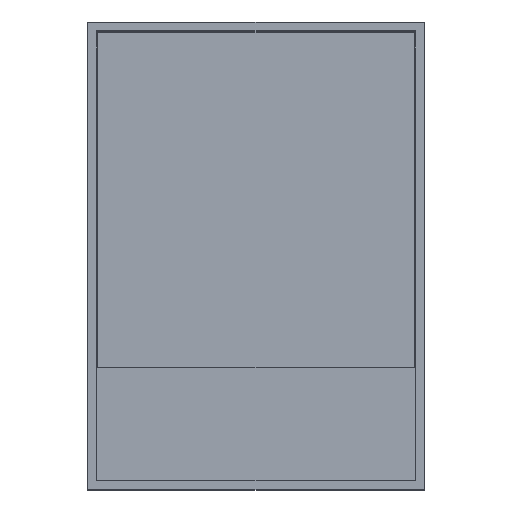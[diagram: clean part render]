
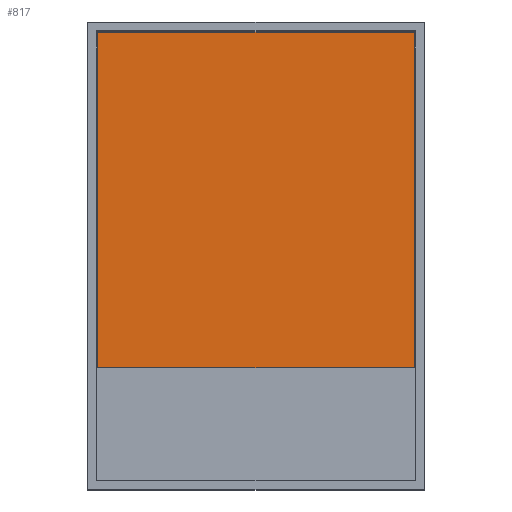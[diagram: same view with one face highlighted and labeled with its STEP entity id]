
A CAD part, top view. The second image highlights one B-rep face of the part: STEP entity #817.
In plain terms, the highlighted planar face has unit normal (0, 0, 1).
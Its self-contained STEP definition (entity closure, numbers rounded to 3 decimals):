
#43 = AXIS2_PLACEMENT_3D ( 'NONE', #574, #864, #713 ) ;
#62 = VECTOR ( 'NONE', #425, 1000. ) ;
#112 = FACE_OUTER_BOUND ( 'NONE', #516, .T. ) ;
#124 = ORIENTED_EDGE ( 'NONE', *, *, #207, .T. ) ;
#169 = VERTEX_POINT ( 'NONE', #875 ) ;
#180 = VERTEX_POINT ( 'NONE', #807 ) ;
#207 = EDGE_CURVE ( 'NONE', #681, #794, #565, .T. ) ;
#224 = EDGE_CURVE ( 'NONE', #180, #169, #371, .T. ) ;
#340 = CARTESIAN_POINT ( 'NONE',  ( 282., 399.5, 130. ) ) ;
#371 = LINE ( 'NONE', #661, #381 ) ;
#372 = LINE ( 'NONE', #783, #62 ) ;
#374 = DIRECTION ( 'NONE',  ( 0., -1., 0. ) ) ;
#381 = VECTOR ( 'NONE', #374, 1000. ) ;
#407 = CARTESIAN_POINT ( 'NONE',  ( 282., -199.5, 130. ) ) ;
#425 = DIRECTION ( 'NONE',  ( 1., 0., 0. ) ) ;
#452 = EDGE_CURVE ( 'NONE', #169, #681, #372, .T. ) ;
#474 = ORIENTED_EDGE ( 'NONE', *, *, #862, .T. ) ;
#487 = LINE ( 'NONE', #340, #964 ) ;
#516 = EDGE_LOOP ( 'NONE', ( #474, #570, #778, #124 ) ) ;
#518 = DIRECTION ( 'NONE',  ( -1., 0., 0. ) ) ;
#562 = PLANE ( 'NONE',  #43 ) ;
#565 = LINE ( 'NONE', #808, #939 ) ;
#570 = ORIENTED_EDGE ( 'NONE', *, *, #224, .T. ) ;
#574 = CARTESIAN_POINT ( 'NONE',  ( 0., 0., 130. ) ) ;
#643 = DIRECTION ( 'NONE',  ( 0., 1., 0. ) ) ;
#661 = CARTESIAN_POINT ( 'NONE',  ( -282., 399.5, 130. ) ) ;
#681 = VERTEX_POINT ( 'NONE', #407 ) ;
#713 = DIRECTION ( 'NONE',  ( 1., 0., 0. ) ) ;
#778 = ORIENTED_EDGE ( 'NONE', *, *, #452, .T. ) ;
#783 = CARTESIAN_POINT ( 'NONE',  ( 282., -199.5, 130. ) ) ;
#794 = VERTEX_POINT ( 'NONE', #962 ) ;
#807 = CARTESIAN_POINT ( 'NONE',  ( -282., 399.5, 130. ) ) ;
#808 = CARTESIAN_POINT ( 'NONE',  ( 282., -199.5, 130. ) ) ;
#817 = ADVANCED_FACE ( 'NONE', ( #112 ), #562, .T. ) ;
#862 = EDGE_CURVE ( 'NONE', #794, #180, #487, .T. ) ;
#864 = DIRECTION ( 'NONE',  ( 0., 0., 1. ) ) ;
#875 = CARTESIAN_POINT ( 'NONE',  ( -282., -199.5, 130. ) ) ;
#939 = VECTOR ( 'NONE', #643, 1000. ) ;
#962 = CARTESIAN_POINT ( 'NONE',  ( 282., 399.5, 130. ) ) ;
#964 = VECTOR ( 'NONE', #518, 1000. ) ;
